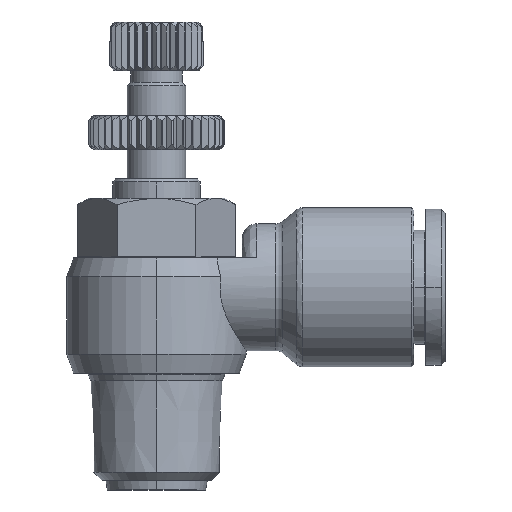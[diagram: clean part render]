
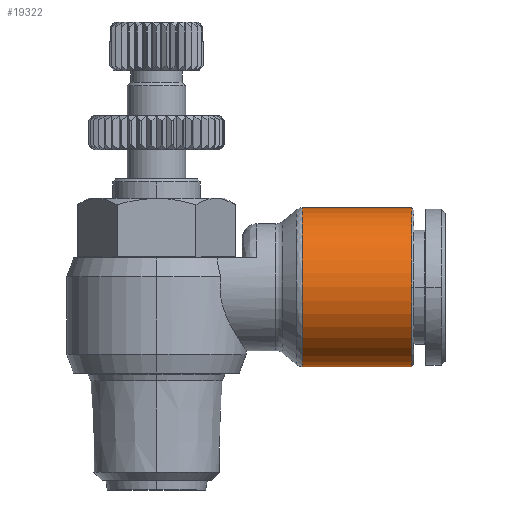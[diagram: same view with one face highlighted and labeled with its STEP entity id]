
A CAD part, front view. The second image highlights one B-rep face of the part: STEP entity #19322.
In plain terms, the highlighted cylindrical face has radius 8.15 mm (diameter 16.3 mm), a partial arc.
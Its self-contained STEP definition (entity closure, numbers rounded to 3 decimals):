
#317 = LINE ( 'NONE', #3940, #22197 ) ;
#584 = VERTEX_POINT ( 'NONE', #15130 ) ;
#993 = CARTESIAN_POINT ( 'NONE',  ( -20.55, 0., -8.15 ) ) ;
#1216 = ORIENTED_EDGE ( 'NONE', *, *, #11941, .T. ) ;
#3365 = EDGE_LOOP ( 'NONE', ( #4922, #1216, #7478, #20403, #15764 ) ) ;
#3940 = CARTESIAN_POINT ( 'NONE',  ( -14., 0., 8.15 ) ) ;
#4374 = CARTESIAN_POINT ( 'NONE',  ( -20.55, 0., 8.15 ) ) ;
#4551 = FACE_OUTER_BOUND ( 'NONE', #3365, .T. ) ;
#4749 = CARTESIAN_POINT ( 'NONE',  ( -20.55, 0., 0. ) ) ;
#4922 = ORIENTED_EDGE ( 'NONE', *, *, #21377, .F. ) ;
#6822 = CARTESIAN_POINT ( 'NONE',  ( -9.359, 0., -8.15 ) ) ;
#7478 = ORIENTED_EDGE ( 'NONE', *, *, #13914, .T. ) ;
#7652 = DIRECTION ( 'NONE',  ( 0., 0., -1. ) ) ;
#9793 = EDGE_CURVE ( 'NONE', #584, #10190, #25619, .T. ) ;
#10190 = VERTEX_POINT ( 'NONE', #993 ) ;
#11715 = CARTESIAN_POINT ( 'NONE',  ( -9.359, 0., 0. ) ) ;
#11941 = EDGE_CURVE ( 'NONE', #21280, #15017, #317, .T. ) ;
#12104 = LINE ( 'NONE', #26351, #12426 ) ;
#12426 = VECTOR ( 'NONE', #18075, 1000. ) ;
#12611 = CARTESIAN_POINT ( 'NONE',  ( -14., 0., 0. ) ) ;
#13362 = DIRECTION ( 'NONE',  ( -1., 0., 0. ) ) ;
#13914 = EDGE_CURVE ( 'NONE', #15017, #16094, #16087, .T. ) ;
#14672 = DIRECTION ( 'NONE',  ( 0., 0., -1. ) ) ;
#15017 = VERTEX_POINT ( 'NONE', #26805 ) ;
#15130 = CARTESIAN_POINT ( 'NONE',  ( -20.55, 8.15, 0. ) ) ;
#15764 = ORIENTED_EDGE ( 'NONE', *, *, #9793, .F. ) ;
#16087 = CIRCLE ( 'NONE', #19672, 8.15 ) ;
#16094 = VERTEX_POINT ( 'NONE', #6822 ) ;
#16284 = DIRECTION ( 'NONE',  ( -1., 0., 0. ) ) ;
#18075 = DIRECTION ( 'NONE',  ( 1., 0., 0. ) ) ;
#18797 = DIRECTION ( 'NONE',  ( 1., 0., 0. ) ) ;
#19322 = ADVANCED_FACE ( 'NONE', ( #4551 ), #20161, .T. ) ;
#19592 = AXIS2_PLACEMENT_3D ( 'NONE', #19671, #13362, #19765 ) ;
#19670 = DIRECTION ( 'NONE',  ( 0., 0., 1. ) ) ;
#19671 = CARTESIAN_POINT ( 'NONE',  ( -20.55, 0., 0. ) ) ;
#19672 = AXIS2_PLACEMENT_3D ( 'NONE', #11715, #16284, #7652 ) ;
#19765 = DIRECTION ( 'NONE',  ( 0., 0., 1. ) ) ;
#20161 = CYLINDRICAL_SURFACE ( 'NONE', #22997, 8.15 ) ;
#20403 = ORIENTED_EDGE ( 'NONE', *, *, #20566, .F. ) ;
#20566 = EDGE_CURVE ( 'NONE', #10190, #16094, #12104, .T. ) ;
#20887 = DIRECTION ( 'NONE',  ( 1., 0., 0. ) ) ;
#21280 = VERTEX_POINT ( 'NONE', #4374 ) ;
#21377 = EDGE_CURVE ( 'NONE', #21280, #584, #23731, .T. ) ;
#21722 = DIRECTION ( 'NONE',  ( -1., 0., 0. ) ) ;
#22197 = VECTOR ( 'NONE', #18797, 1000. ) ;
#22997 = AXIS2_PLACEMENT_3D ( 'NONE', #12611, #20887, #14672 ) ;
#23731 = CIRCLE ( 'NONE', #25346, 8.15 ) ;
#25346 = AXIS2_PLACEMENT_3D ( 'NONE', #4749, #21722, #19670 ) ;
#25619 = CIRCLE ( 'NONE', #19592, 8.15 ) ;
#26351 = CARTESIAN_POINT ( 'NONE',  ( -14., 0., -8.15 ) ) ;
#26805 = CARTESIAN_POINT ( 'NONE',  ( -9.359, 0., 8.15 ) ) ;
